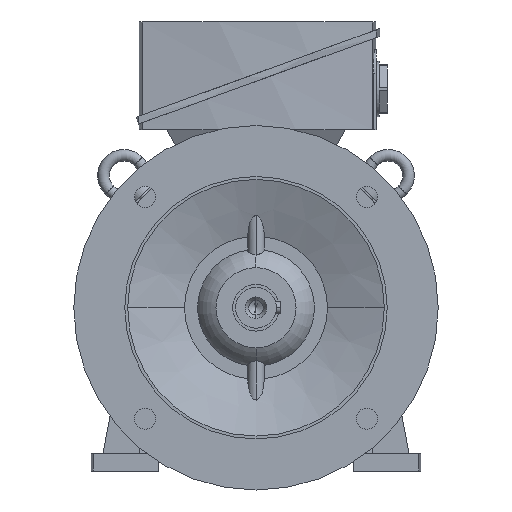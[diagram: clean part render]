
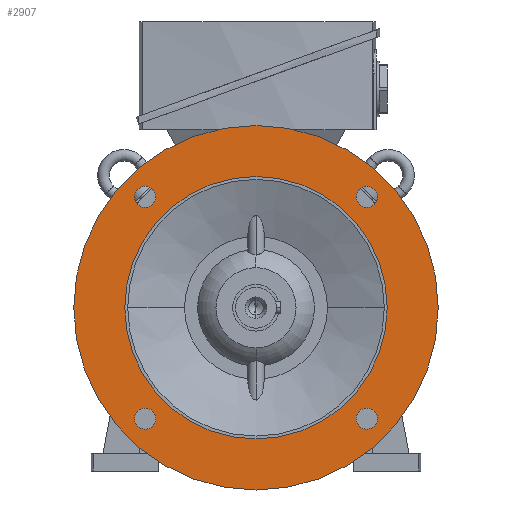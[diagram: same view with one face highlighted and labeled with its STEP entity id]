
A CAD part, left-side view. The second image highlights one B-rep face of the part: STEP entity #2907.
In plain terms, the highlighted planar face has unit normal (-1, 0, 0).
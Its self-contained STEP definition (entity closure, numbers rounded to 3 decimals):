
#2907=ADVANCED_FACE('',(#5872,#5873,#5874,#5875,#5876,#5877),#5878,.T.);
#5872=FACE_BOUND('',#8834,.T.);
#5873=FACE_BOUND('',#8835,.T.);
#5874=FACE_BOUND('',#8836,.T.);
#5875=FACE_BOUND('',#8837,.T.);
#5876=FACE_OUTER_BOUND('',#8838,.T.);
#5877=FACE_BOUND('',#8839,.T.);
#5878=PLANE('',#8840);
#8834=EDGE_LOOP('',(#18035,#18036));
#8835=EDGE_LOOP('',(#18037,#18038));
#8836=EDGE_LOOP('',(#18039,#18040));
#8837=EDGE_LOOP('',(#18041,#18042));
#8838=EDGE_LOOP('',(#18043,#18044));
#8839=EDGE_LOOP('',(#18045,#18046));
#8840=AXIS2_PLACEMENT_3D('',#18047,#18048,#18049);
#18035=ORIENTED_EDGE('',*,*,#21664,.T.);
#18036=ORIENTED_EDGE('',*,*,#18133,.T.);
#18037=ORIENTED_EDGE('',*,*,#21666,.T.);
#18038=ORIENTED_EDGE('',*,*,#18128,.T.);
#18039=ORIENTED_EDGE('',*,*,#21668,.T.);
#18040=ORIENTED_EDGE('',*,*,#18123,.T.);
#18041=ORIENTED_EDGE('',*,*,#21670,.T.);
#18042=ORIENTED_EDGE('',*,*,#18118,.T.);
#18043=ORIENTED_EDGE('',*,*,#18085,.F.);
#18044=ORIENTED_EDGE('',*,*,#21701,.F.);
#18045=ORIENTED_EDGE('',*,*,#18092,.T.);
#18046=ORIENTED_EDGE('',*,*,#21699,.T.);
#18047=CARTESIAN_POINT('',(-40.0,107.5,0.0));
#18048=DIRECTION('',(-1.0,0.0,0.0));
#18049=DIRECTION('',(0.0,-1.0,0.0));
#18085=EDGE_CURVE('',#21745,#21748,#21749,.T.);
#18092=EDGE_CURVE('',#21755,#21759,#21761,.T.);
#18118=EDGE_CURVE('',#21808,#21805,#21809,.T.);
#18123=EDGE_CURVE('',#21817,#21814,#21818,.T.);
#18128=EDGE_CURVE('',#21826,#21823,#21827,.T.);
#18133=EDGE_CURVE('',#21835,#21832,#21836,.T.);
#21664=EDGE_CURVE('',#21832,#21835,#27079,.T.);
#21666=EDGE_CURVE('',#21823,#21826,#27081,.T.);
#21668=EDGE_CURVE('',#21814,#21817,#27083,.T.);
#21670=EDGE_CURVE('',#21805,#21808,#27085,.T.);
#21699=EDGE_CURVE('',#21759,#21755,#27114,.T.);
#21701=EDGE_CURVE('',#21748,#21745,#27116,.T.);
#21745=VERTEX_POINT('',#27326);
#21748=VERTEX_POINT('',#27330);
#21749=CIRCLE('',#27331,125.0);
#21755=VERTEX_POINT('',#27338);
#21759=VERTEX_POINT('',#27343);
#21761=CIRCLE('',#27346,90.0);
#21805=VERTEX_POINT('',#27464);
#21808=VERTEX_POINT('',#27468);
#21809=CIRCLE('',#27469,7.25);
#21814=VERTEX_POINT('',#27475);
#21817=VERTEX_POINT('',#27479);
#21818=CIRCLE('',#27480,7.25);
#21823=VERTEX_POINT('',#27486);
#21826=VERTEX_POINT('',#27490);
#21827=CIRCLE('',#27491,7.25);
#21832=VERTEX_POINT('',#27497);
#21835=VERTEX_POINT('',#27501);
#21836=CIRCLE('',#27502,7.25);
#27079=CIRCLE('',#42222,7.25);
#27081=CIRCLE('',#42224,7.25);
#27083=CIRCLE('',#42226,7.25);
#27085=CIRCLE('',#42228,7.25);
#27114=CIRCLE('',#42288,90.0);
#27116=CIRCLE('',#42290,125.0);
#27326=CARTESIAN_POINT('',(-40.0,125.0,0.0));
#27330=CARTESIAN_POINT('',(-40.0,-125.0,0.));
#27331=AXIS2_PLACEMENT_3D('',#42336,#42337,#42338);
#27338=CARTESIAN_POINT('',(-40.0,90.0,0.0));
#27343=CARTESIAN_POINT('',(-40.0,-90.0,0.));
#27346=AXIS2_PLACEMENT_3D('',#42348,#42349,#42350);
#27464=CARTESIAN_POINT('',(-40.0,-81.141,81.141));
#27468=CARTESIAN_POINT('',(-40.0,-70.887,70.887));
#27469=AXIS2_PLACEMENT_3D('',#42393,#42394,#42395);
#27475=CARTESIAN_POINT('',(-40.0,81.141,81.141));
#27479=CARTESIAN_POINT('',(-40.0,70.887,70.887));
#27480=AXIS2_PLACEMENT_3D('',#42401,#42402,#42403);
#27486=CARTESIAN_POINT('',(-40.0,81.141,-81.141));
#27490=CARTESIAN_POINT('',(-40.0,70.887,-70.887));
#27491=AXIS2_PLACEMENT_3D('',#42409,#42410,#42411);
#27497=CARTESIAN_POINT('',(-40.0,-81.141,-81.141));
#27501=CARTESIAN_POINT('',(-40.0,-70.887,-70.887));
#27502=AXIS2_PLACEMENT_3D('',#42417,#42418,#42419);
#42222=AXIS2_PLACEMENT_3D('',#45568,#45569,#45570);
#42224=AXIS2_PLACEMENT_3D('',#45571,#45572,#45573);
#42226=AXIS2_PLACEMENT_3D('',#45574,#45575,#45576);
#42228=AXIS2_PLACEMENT_3D('',#45577,#45578,#45579);
#42288=AXIS2_PLACEMENT_3D('',#45593,#45594,#45595);
#42290=AXIS2_PLACEMENT_3D('',#45596,#45597,#45598);
#42336=CARTESIAN_POINT('',(-40.0,0.0,0.0));
#42337=DIRECTION('',(1.0,0.0,0.0));
#42338=DIRECTION('',(0.0,1.0,0.0));
#42348=CARTESIAN_POINT('',(-40.0,0.0,0.0));
#42349=DIRECTION('',(1.0,0.0,0.0));
#42350=DIRECTION('',(0.0,1.0,0.0));
#42393=CARTESIAN_POINT('',(-40.0,-76.014,76.014));
#42394=DIRECTION('',(1.0,0.0,-0.0));
#42395=DIRECTION('',(0.0,-0.707,0.707));
#42401=CARTESIAN_POINT('',(-40.0,76.014,76.014));
#42402=DIRECTION('',(1.0,0.0,-0.0));
#42403=DIRECTION('',(0.0,0.707,0.707));
#42409=CARTESIAN_POINT('',(-40.0,76.014,-76.014));
#42410=DIRECTION('',(1.0,-0.0,0.0));
#42411=DIRECTION('',(0.0,0.707,-0.707));
#42417=CARTESIAN_POINT('',(-40.0,-76.014,-76.014));
#42418=DIRECTION('',(1.0,0.0,0.0));
#42419=DIRECTION('',(0.0,-0.707,-0.707));
#45568=CARTESIAN_POINT('',(-40.0,-76.014,-76.014));
#45569=DIRECTION('',(1.0,0.0,0.0));
#45570=DIRECTION('',(0.0,-0.707,-0.707));
#45571=CARTESIAN_POINT('',(-40.0,76.014,-76.014));
#45572=DIRECTION('',(1.0,-0.0,0.0));
#45573=DIRECTION('',(0.0,0.707,-0.707));
#45574=CARTESIAN_POINT('',(-40.0,76.014,76.014));
#45575=DIRECTION('',(1.0,0.0,-0.0));
#45576=DIRECTION('',(0.0,0.707,0.707));
#45577=CARTESIAN_POINT('',(-40.0,-76.014,76.014));
#45578=DIRECTION('',(1.0,0.0,-0.0));
#45579=DIRECTION('',(0.0,-0.707,0.707));
#45593=CARTESIAN_POINT('',(-40.0,0.0,0.0));
#45594=DIRECTION('',(1.0,0.0,0.0));
#45595=DIRECTION('',(0.0,1.0,0.0));
#45596=CARTESIAN_POINT('',(-40.0,0.0,0.0));
#45597=DIRECTION('',(1.0,0.0,0.0));
#45598=DIRECTION('',(0.0,1.0,0.0));
